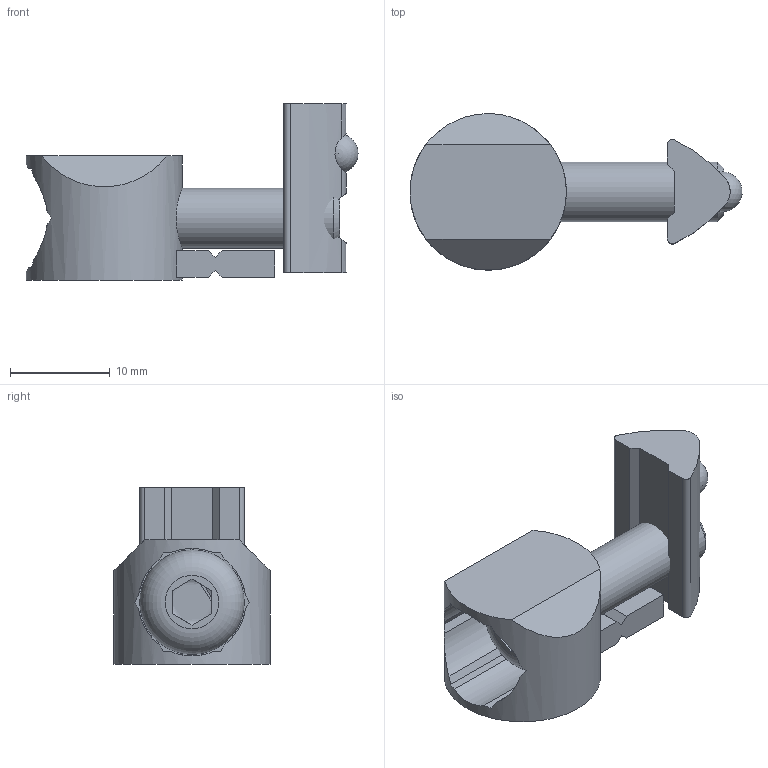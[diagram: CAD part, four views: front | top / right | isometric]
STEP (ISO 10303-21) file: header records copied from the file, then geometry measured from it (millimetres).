
FILE_DESCRIPTION(/* description */ (''),/* implementation_level */ '2;1');
FILE_NAME(/* name */ 'VI-3015_Universalspannersatz-6.stp',/* time_stamp */ '2020-07-20T09:23:10+02:00',/* author */ ('jmaun'),/* organization */ (''),/* preprocessor_version */ 'ST-DEVELOPER v17',/* originating_system */ 'Autodesk Inventor 2019',/* authorisation */ '');
FILE_SCHEMA (('AUTOMOTIVE_DESIGN { 1 0 10303 214 3 1 1 }'));
Length unit declared in the file: millimetre
Products named in the file (4): VI-3015_Universalspannersatz-6; VI-3010_Universalspanner-6; S-1275_Halbrundschraube_M6x22_ISO_7380; NI-3020_Nutenstein_M6_verzinkt-6
Assembly tree (3 placements, depth 2):
  VI-3015_Universalspannersatz-6
    VI-3010_Universalspanner-6
    S-1275_Halbrundschraube_M6x22_ISO_7380
    NI-3020_Nutenstein_M6_verzinkt-6
Bounding box: 33.34 x 15.7 x 17.75 mm (x, y, z)
Volume: 2867 mm3; surface area: 2857.5 mm2
Topology: 4 solids, 4 shells, 70 faces, 202 edges, 137 vertices
Faces by surface type: plane 46, cylinder 19, torus 2, cone 2, sphere 1
Full cylindrical faces by diameter (mm): 4 x1, 5 x1, 6 x1, 6.2 x1, 10.5 x1, 15.7 x1
Entity records: 2637 total; most frequent: CARTESIAN_POINT 573, DIRECTION 400, ORIENTED_EDGE 398, EDGE_CURVE 199, AXIS2_PLACEMENT_3D 146, VERTEX_POINT 137, LINE 108, VECTOR 108
